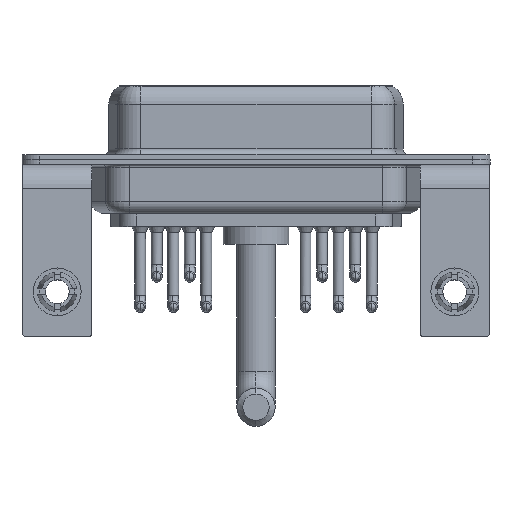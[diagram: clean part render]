
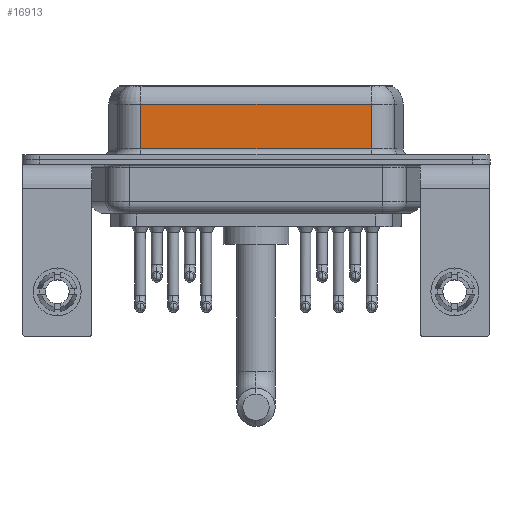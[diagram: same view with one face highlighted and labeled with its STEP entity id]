
A CAD part, front view. The second image highlights one B-rep face of the part: STEP entity #16913.
In plain terms, the highlighted planar face has unit normal (0, -1, 0).
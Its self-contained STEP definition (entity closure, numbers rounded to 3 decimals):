
#80 = CARTESIAN_POINT ( 'NONE',  ( 26.287, -3.95, 0.9 ) ) ;
#374 = CARTESIAN_POINT ( 'NONE',  ( 26.287, -3.95, 0.9 ) ) ;
#828 = VECTOR ( 'NONE', #2363, 1000. ) ;
#2363 = DIRECTION ( 'NONE',  ( 0., 0., -1. ) ) ;
#2366 = VERTEX_POINT ( 'NONE', #18737 ) ;
#2886 = FACE_OUTER_BOUND ( 'NONE', #11872, .T. ) ;
#2955 = DIRECTION ( 'NONE',  ( 0., 0., -1. ) ) ;
#4640 = EDGE_CURVE ( 'NONE', #2366, #7665, #14238, .T. ) ;
#4918 = CARTESIAN_POINT ( 'NONE',  ( 26.287, -3.95, 4.65 ) ) ;
#6602 = AXIS2_PLACEMENT_3D ( 'NONE', #10787, #18881, #8980 ) ;
#6609 = DIRECTION ( 'NONE',  ( 1., 0., 0. ) ) ;
#7108 = CARTESIAN_POINT ( 'NONE',  ( 26.287, -3.95, 4.65 ) ) ;
#7665 = VERTEX_POINT ( 'NONE', #17327 ) ;
#8980 = DIRECTION ( 'NONE',  ( 0., 0., 1. ) ) ;
#9251 = ORIENTED_EDGE ( 'NONE', *, *, #17763, .T. ) ;
#10070 = ORIENTED_EDGE ( 'NONE', *, *, #11583, .F. ) ;
#10344 = VECTOR ( 'NONE', #6609, 1000. ) ;
#10744 = CARTESIAN_POINT ( 'NONE',  ( 7.013, -3.95, 6.4 ) ) ;
#10787 = CARTESIAN_POINT ( 'NONE',  ( 26.287, -3.95, 6.4 ) ) ;
#11394 = LINE ( 'NONE', #80, #10344 ) ;
#11583 = EDGE_CURVE ( 'NONE', #14475, #16294, #15786, .T. ) ;
#11872 = EDGE_LOOP ( 'NONE', ( #10070, #17043, #18949, #9251 ) ) ;
#13232 = VECTOR ( 'NONE', #2955, 1000. ) ;
#13787 = VECTOR ( 'NONE', #16307, 1000. ) ;
#14238 = LINE ( 'NONE', #10744, #13232 ) ;
#14475 = VERTEX_POINT ( 'NONE', #7108 ) ;
#14591 = LINE ( 'NONE', #4918, #13787 ) ;
#15786 = LINE ( 'NONE', #20271, #828 ) ;
#16294 = VERTEX_POINT ( 'NONE', #374 ) ;
#16307 = DIRECTION ( 'NONE',  ( -1., 0., 0. ) ) ;
#16913 = ADVANCED_FACE ( 'NONE', ( #2886 ), #17285, .F. ) ;
#17043 = ORIENTED_EDGE ( 'NONE', *, *, #19096, .T. ) ;
#17285 = PLANE ( 'NONE',  #6602 ) ;
#17327 = CARTESIAN_POINT ( 'NONE',  ( 7.013, -3.95, 0.9 ) ) ;
#17763 = EDGE_CURVE ( 'NONE', #7665, #16294, #11394, .T. ) ;
#18737 = CARTESIAN_POINT ( 'NONE',  ( 7.013, -3.95, 4.65 ) ) ;
#18881 = DIRECTION ( 'NONE',  ( 0., 1., 0. ) ) ;
#18949 = ORIENTED_EDGE ( 'NONE', *, *, #4640, .T. ) ;
#19096 = EDGE_CURVE ( 'NONE', #14475, #2366, #14591, .T. ) ;
#20271 = CARTESIAN_POINT ( 'NONE',  ( 26.287, -3.95, 6.4 ) ) ;
